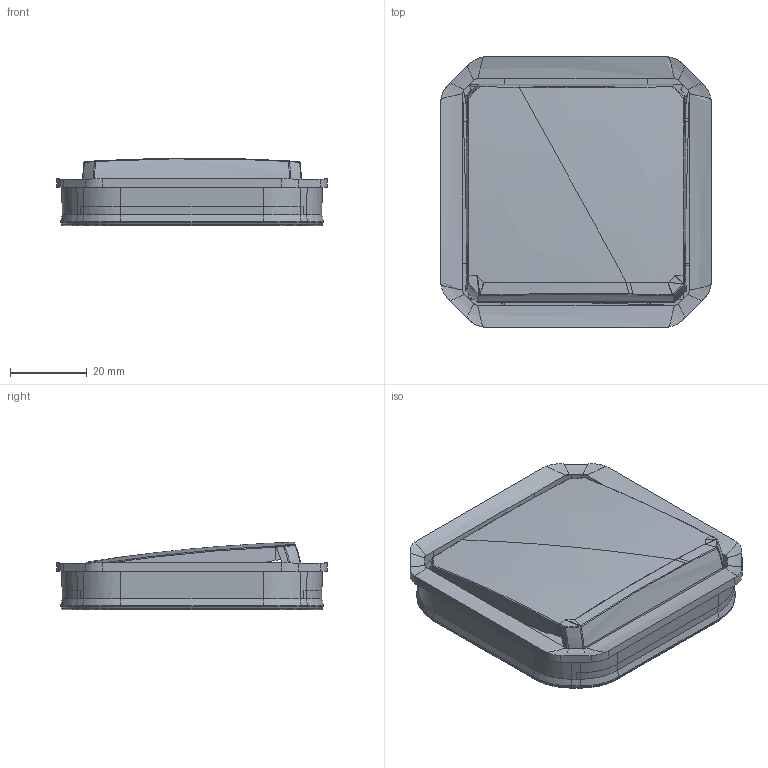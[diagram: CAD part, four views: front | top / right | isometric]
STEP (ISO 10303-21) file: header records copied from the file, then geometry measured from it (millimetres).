
FILE_DESCRIPTION(('CATIA V5 STEP Exchange','CAx-IF Rec.Pracs.--- Model Styling and Organization---1.5--- 2016-08-15','CAx-IF Rec.Pracs.---Supplemental Geometry---1.0---2011-11-01','CAx-IF Rec.Pracs.--- Composite Materials ---1.1---2010-07-15'),'2;1');
FILE_NAME('069512 COMPOSABLE DOIGT LARGE VOYANT.stp','2022-03-29T13:06:17+00:00',('none'),('none'),'CATIA Version 5-6 Release 2020 SP3','CATIA V5 STEP AP214 v2','none');
FILE_SCHEMA(('AUTOMOTIVE_DESIGN { 1 0 10303 214 1 1 1 1 }'));
Length unit declared in the file: millimetre
Products named in the file (1): Part21
Bounding box: 70.5 x 70.5 x 17.56 mm (x, y, z)
Surface area: 16863.9 mm2 (no closed solid volume)
Topology: 0 solids, 3 shells, 210 faces, 563 edges, 326 vertices
Faces by surface type: bspline 106, plane 45, cylinder 38, torus 12, cone 7, sphere 2
Entity records: 8866 total; most frequent: CARTESIAN_POINT 5058, ORIENTED_EDGE 957, EDGE_CURVE 540, B_SPLINE_CURVE_WITH_KNOTS 357, DIRECTION 352, VERTEX_POINT 326, EDGE_LOOP 211, ADVANCED_FACE 210
